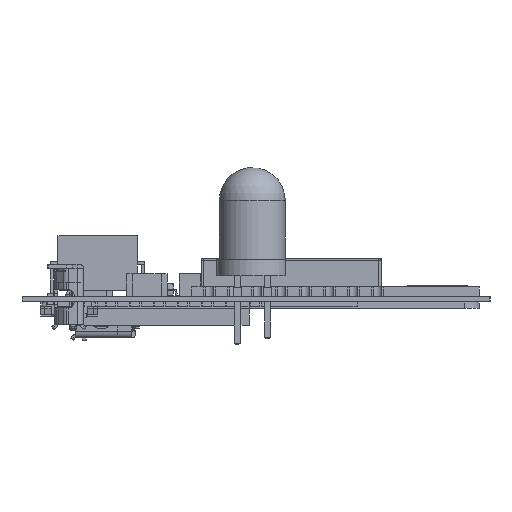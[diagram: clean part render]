
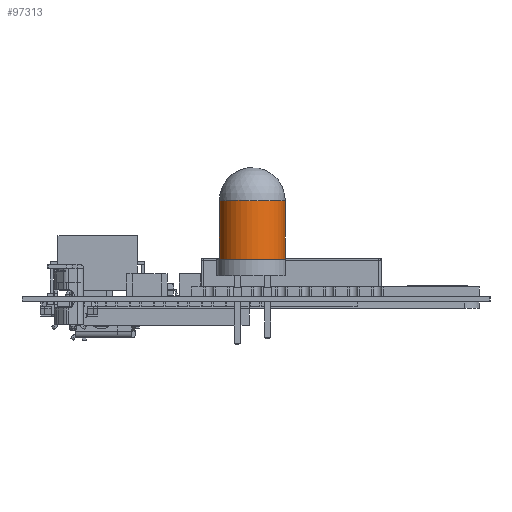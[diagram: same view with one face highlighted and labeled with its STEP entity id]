
A CAD part, left-side view. The second image highlights one B-rep face of the part: STEP entity #97313.
In plain terms, the highlighted cylindrical face has radius 2.75 mm (diameter 5.5 mm), a full revolution.
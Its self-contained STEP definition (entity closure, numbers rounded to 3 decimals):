
#97261 = EDGE_CURVE('',#97262,#97262,#97264,.T.);
#97262 = VERTEX_POINT('',#97263);
#97263 = CARTESIAN_POINT('',(-2.75,0.,1.35));
#97264 = CIRCLE('',#97265,2.75);
#97265 = AXIS2_PLACEMENT_3D('',#97266,#97267,#97268);
#97266 = CARTESIAN_POINT('',(0.,0.,1.35));
#97267 = DIRECTION('',(0.,0.,-1.));
#97268 = DIRECTION('',(-1.,0.,0.));
#97278 = EDGE_CURVE('',#97279,#97281,#97283,.T.);
#97279 = VERTEX_POINT('',#97280);
#97280 = CARTESIAN_POINT('',(2.75,0.,6.25));
#97281 = VERTEX_POINT('',#97282);
#97282 = CARTESIAN_POINT('',(-2.75,0.,6.25));
#97283 = CIRCLE('',#97284,2.75);
#97284 = AXIS2_PLACEMENT_3D('',#97285,#97286,#97287);
#97285 = CARTESIAN_POINT('',(0.,0.,6.25));
#97286 = DIRECTION('',(0.,0.,1.));
#97287 = DIRECTION('',(-1.,0.,0.));
#97289 = EDGE_CURVE('',#97281,#97279,#97290,.T.);
#97290 = CIRCLE('',#97291,2.75);
#97291 = AXIS2_PLACEMENT_3D('',#97292,#97293,#97294);
#97292 = CARTESIAN_POINT('',(0.,0.,6.25));
#97293 = DIRECTION('',(0.,0.,1.));
#97294 = DIRECTION('',(-1.,0.,0.));
#97313 = ADVANCED_FACE('',(#97314),#97325,.T.);
#97314 = FACE_BOUND('',#97315,.T.);
#97315 = EDGE_LOOP('',(#97316,#97317,#97322,#97323,#97324));
#97316 = ORIENTED_EDGE('',*,*,#97261,.F.);
#97317 = ORIENTED_EDGE('',*,*,#97318,.T.);
#97318 = EDGE_CURVE('',#97262,#97281,#97319,.T.);
#97319 = B_SPLINE_CURVE_WITH_KNOTS('',1,(#97320,#97321),.UNSPECIFIED.,
  .F.,.F.,(2,2),(0.,4.9),.PIECEWISE_BEZIER_KNOTS.);
#97320 = CARTESIAN_POINT('',(-2.75,0.,1.35));
#97321 = CARTESIAN_POINT('',(-2.75,0.,6.25));
#97322 = ORIENTED_EDGE('',*,*,#97278,.F.);
#97323 = ORIENTED_EDGE('',*,*,#97289,.F.);
#97324 = ORIENTED_EDGE('',*,*,#97318,.F.);
#97325 = CYLINDRICAL_SURFACE('',#97326,2.75);
#97326 = AXIS2_PLACEMENT_3D('',#97327,#97328,#97329);
#97327 = CARTESIAN_POINT('',(0.,0.,1.35));
#97328 = DIRECTION('',(0.,0.,1.));
#97329 = DIRECTION('',(-1.,0.,0.));
